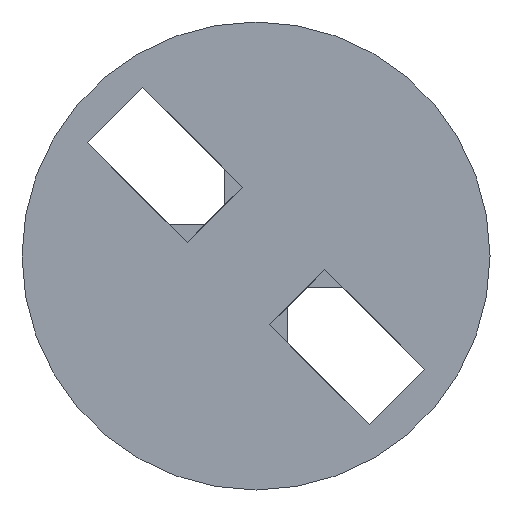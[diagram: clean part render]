
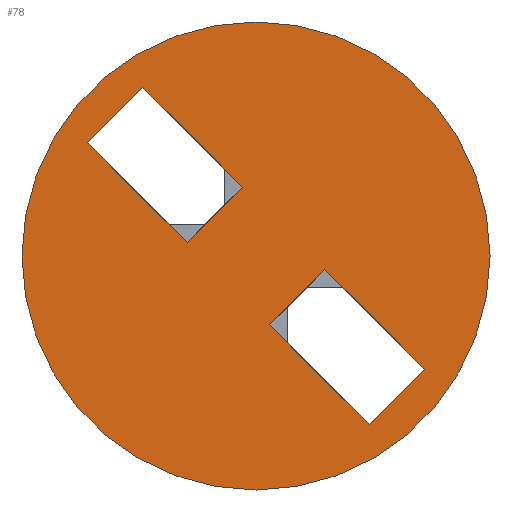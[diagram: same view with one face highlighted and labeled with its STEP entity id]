
A CAD part, front view. The second image highlights one B-rep face of the part: STEP entity #78.
In plain terms, the highlighted planar face has unit normal (0, -1, 0).
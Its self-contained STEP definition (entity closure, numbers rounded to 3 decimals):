
#78=ADVANCED_FACE('NONE',(#182,#183,#184),#185,.F.);
#182=FACE_OUTER_BOUND('',#310,.T.);
#183=FACE_BOUND('',#311,.T.);
#184=FACE_BOUND('',#312,.T.);
#185=PLANE('',#313);
#310=EDGE_LOOP('',(#494,#495));
#311=EDGE_LOOP('',(#496,#497,#498,#499));
#312=EDGE_LOOP('',(#500,#501,#502,#503));
#313=AXIS2_PLACEMENT_3D('',#504,#505,#506);
#494=ORIENTED_EDGE('',*,*,#836,.T.);
#495=ORIENTED_EDGE('',*,*,#837,.T.);
#496=ORIENTED_EDGE('',*,*,#838,.T.);
#497=ORIENTED_EDGE('',*,*,#800,.F.);
#498=ORIENTED_EDGE('',*,*,#839,.T.);
#499=ORIENTED_EDGE('',*,*,#831,.F.);
#500=ORIENTED_EDGE('',*,*,#840,.T.);
#501=ORIENTED_EDGE('',*,*,#841,.F.);
#502=ORIENTED_EDGE('',*,*,#842,.T.);
#503=ORIENTED_EDGE('',*,*,#843,.F.);
#504=CARTESIAN_POINT('',(-3.036,0.0,-3.036));
#505=DIRECTION('',(0.0,1.0,0.0));
#506=DIRECTION('',(1.0,0.0,-0.0));
#800=EDGE_CURVE('NONE',#962,#963,#964,.T.);
#831=EDGE_CURVE('NONE',#1018,#1019,#1020,.T.);
#836=EDGE_CURVE('NONE',#1026,#1027,#1028,.T.);
#837=EDGE_CURVE('NONE',#1027,#1026,#1029,.T.);
#838=EDGE_CURVE('NONE',#1018,#963,#1030,.T.);
#839=EDGE_CURVE('NONE',#962,#1019,#1031,.T.);
#840=EDGE_CURVE('NONE',#1032,#1033,#1034,.T.);
#841=EDGE_CURVE('NONE',#1035,#1033,#1036,.T.);
#842=EDGE_CURVE('NONE',#1035,#1037,#1038,.T.);
#843=EDGE_CURVE('NONE',#1032,#1037,#1039,.T.);
#962=VERTEX_POINT('NONE',#1194);
#963=VERTEX_POINT('NONE',#1195);
#964=LINE('',#1196,#1197);
#1018=VERTEX_POINT('NONE',#1276);
#1019=VERTEX_POINT('NONE',#1277);
#1020=LINE('',#1278,#1279);
#1026=VERTEX_POINT('NONE',#1288);
#1027=VERTEX_POINT('NONE',#1289);
#1028=CIRCLE('',#1290,3.0);
#1029=CIRCLE('',#1291,3.0);
#1030=LINE('',#1292,#1293);
#1031=LINE('',#1294,#1295);
#1032=VERTEX_POINT('NONE',#1296);
#1033=VERTEX_POINT('NONE',#1297);
#1034=LINE('',#1298,#1299);
#1035=VERTEX_POINT('NONE',#1300);
#1036=LINE('',#1301,#1302);
#1037=VERTEX_POINT('NONE',#1303);
#1038=LINE('',#1304,#1305);
#1039=LINE('',#1306,#1307);
#1194=CARTESIAN_POINT('',(-2.157,0.,1.45));
#1195=CARTESIAN_POINT('',(-0.884,0.,0.177));
#1196=CARTESIAN_POINT('',(-0.884,0.,0.177));
#1197=VECTOR('',#1472,1000.0);
#1276=CARTESIAN_POINT('',(-0.177,0.,0.884));
#1277=CARTESIAN_POINT('',(-1.45,0.,2.157));
#1278=CARTESIAN_POINT('',(-1.45,0.,2.157));
#1279=VECTOR('',#1504,1000.0);
#1288=CARTESIAN_POINT('',(0.0,0.0,-3.0));
#1289=CARTESIAN_POINT('',(0.,0.0,3.0));
#1290=AXIS2_PLACEMENT_3D('',#1508,#1509,#1510);
#1291=AXIS2_PLACEMENT_3D('',#1511,#1512,#1513);
#1292=CARTESIAN_POINT('',(-0.53,0.0,0.53));
#1293=VECTOR('',#1514,1000.0);
#1294=CARTESIAN_POINT('',(-1.803,0.0,1.803));
#1295=VECTOR('',#1515,1000.0);
#1296=CARTESIAN_POINT('',(2.157,0.,-1.45));
#1297=CARTESIAN_POINT('',(1.45,0.,-2.157));
#1298=CARTESIAN_POINT('',(1.803,0.0,-1.803));
#1299=VECTOR('',#1516,1000.0);
#1300=CARTESIAN_POINT('',(0.177,0.,-0.884));
#1301=CARTESIAN_POINT('',(1.45,0.,-2.157));
#1302=VECTOR('',#1517,1000.0);
#1303=CARTESIAN_POINT('',(0.884,0.,-0.177));
#1304=CARTESIAN_POINT('',(0.53,0.0,-0.53));
#1305=VECTOR('',#1518,1000.0);
#1306=CARTESIAN_POINT('',(0.884,0.,-0.177));
#1307=VECTOR('',#1519,1000.0);
#1472=DIRECTION('',(0.707,-0.0,-0.707));
#1504=DIRECTION('',(-0.707,-0.0,0.707));
#1508=CARTESIAN_POINT('',(0.0,0.0,0.0));
#1509=DIRECTION('',(0.0,-1.0,0.0));
#1510=DIRECTION('',(0.0,0.0,-1.0));
#1511=CARTESIAN_POINT('',(0.0,0.0,0.0));
#1512=DIRECTION('',(0.0,-1.0,0.0));
#1513=DIRECTION('',(0.0,0.0,-1.0));
#1514=DIRECTION('',(-0.707,0.0,-0.707));
#1515=DIRECTION('',(0.707,0.0,0.707));
#1516=DIRECTION('',(-0.707,0.0,-0.707));
#1517=DIRECTION('',(0.707,-0.0,-0.707));
#1518=DIRECTION('',(0.707,0.0,0.707));
#1519=DIRECTION('',(-0.707,-0.0,0.707));
